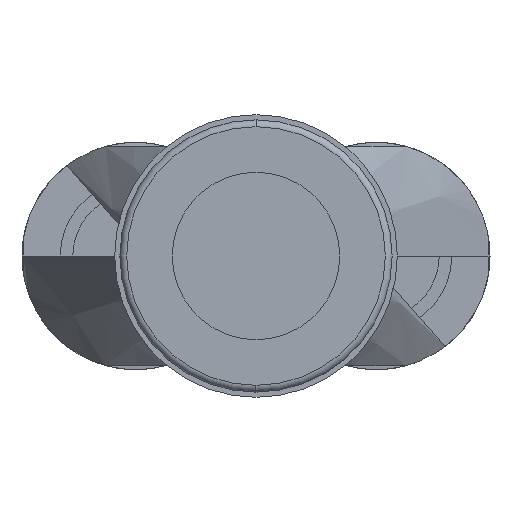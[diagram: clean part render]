
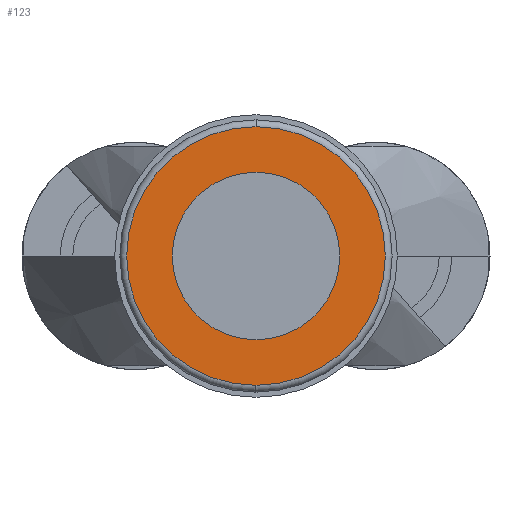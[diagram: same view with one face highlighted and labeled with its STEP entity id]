
A CAD part, left-side view. The second image highlights one B-rep face of the part: STEP entity #123.
In plain terms, the highlighted planar face has unit normal (-1, 0, 0).
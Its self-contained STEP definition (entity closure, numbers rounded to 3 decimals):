
#123=ADVANCED_FACE('',(#313,#314),#315,.T.);
#313=FACE_BOUND('',#534,.T.);
#314=FACE_OUTER_BOUND('',#535,.T.);
#315=PLANE('',#536);
#534=EDGE_LOOP('',(#1184,#1185));
#535=EDGE_LOOP('',(#1186,#1187,#1188));
#536=AXIS2_PLACEMENT_3D('',#1189,#1190,#1191);
#1184=ORIENTED_EDGE('',*,*,#1521,.T.);
#1185=ORIENTED_EDGE('',*,*,#1597,.T.);
#1186=ORIENTED_EDGE('',*,*,#1618,.T.);
#1187=ORIENTED_EDGE('',*,*,#1474,.T.);
#1188=ORIENTED_EDGE('',*,*,#1619,.T.);
#1189=CARTESIAN_POINT('',(0.,3.088,0.));
#1190=DIRECTION('',(-1.0,0.,0.));
#1191=DIRECTION('',(0.,1.0,0.));
#1474=EDGE_CURVE('',#1775,#1781,#1783,.T.);
#1521=EDGE_CURVE('',#1865,#1869,#1871,.T.);
#1597=EDGE_CURVE('',#1869,#1865,#1997,.T.);
#1618=EDGE_CURVE('',#2020,#1775,#2021,.T.);
#1619=EDGE_CURVE('',#1781,#2020,#2022,.T.);
#1775=VERTEX_POINT('',#2378);
#1781=VERTEX_POINT('',#2384);
#1783=CIRCLE('',#2386,6.175);
#1865=VERTEX_POINT('',#2486);
#1869=VERTEX_POINT('',#2491);
#1871=CIRCLE('',#2494,4.0);
#1997=CIRCLE('',#2671,4.0);
#2020=VERTEX_POINT('',#2694);
#2021=CIRCLE('',#2695,6.175);
#2022=CIRCLE('',#2696,6.175);
#2378=CARTESIAN_POINT('',(0.,0.,-6.175));
#2384=CARTESIAN_POINT('',(0.,0.,6.175));
#2386=AXIS2_PLACEMENT_3D('',#3075,#3076,#3077);
#2486=CARTESIAN_POINT('',(0.,-4.0,0.0));
#2491=CARTESIAN_POINT('',(0.,4.0,0.));
#2494=AXIS2_PLACEMENT_3D('',#3176,#3177,#3178);
#2671=AXIS2_PLACEMENT_3D('',#3302,#3303,#3304);
#2694=CARTESIAN_POINT('',(0.,6.175,0.));
#2695=AXIS2_PLACEMENT_3D('',#3365,#3366,#3367);
#2696=AXIS2_PLACEMENT_3D('',#3368,#3369,#3370);
#3075=CARTESIAN_POINT('',(0.0,0.0,0.0));
#3076=DIRECTION('',(-1.0,0.,0.));
#3077=DIRECTION('',(0.,1.0,0.));
#3176=CARTESIAN_POINT('',(0.0,0.0,0.0));
#3177=DIRECTION('',(1.0,0.,0.));
#3178=DIRECTION('',(0.,-1.0,0.));
#3302=CARTESIAN_POINT('',(0.0,0.0,0.0));
#3303=DIRECTION('',(1.0,0.,0.));
#3304=DIRECTION('',(0.,-1.0,0.));
#3365=CARTESIAN_POINT('',(0.0,0.0,0.0));
#3366=DIRECTION('',(-1.0,0.,0.));
#3367=DIRECTION('',(0.,1.0,0.));
#3368=CARTESIAN_POINT('',(0.0,0.0,0.0));
#3369=DIRECTION('',(-1.0,0.,0.));
#3370=DIRECTION('',(0.,1.0,0.));
